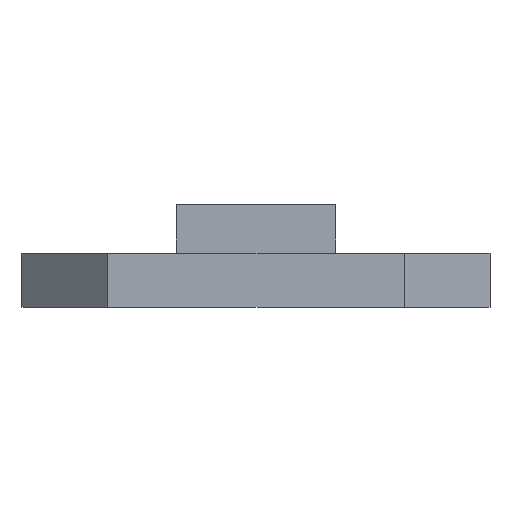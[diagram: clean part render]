
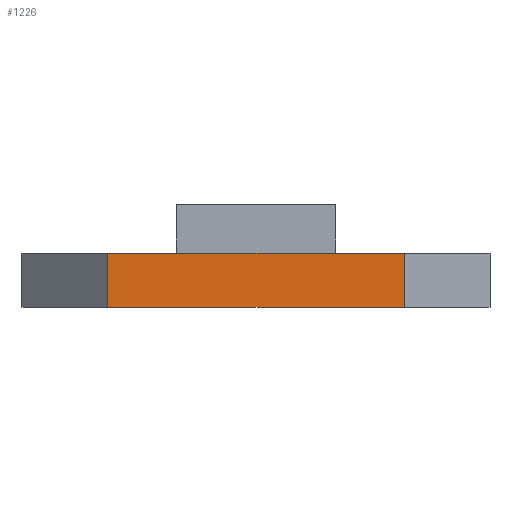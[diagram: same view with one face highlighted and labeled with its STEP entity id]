
A CAD part, front view. The second image highlights one B-rep face of the part: STEP entity #1226.
In plain terms, the highlighted planar face has unit normal (0, -1, 0).
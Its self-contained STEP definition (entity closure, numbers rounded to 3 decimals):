
#44 = PLANE('',#45);
#45 = AXIS2_PLACEMENT_3D('',#46,#47,#48);
#46 = CARTESIAN_POINT('',(-7.5,0.,2.));
#47 = DIRECTION('',(0.,0.,1.));
#48 = DIRECTION('',(1.,0.,0.));
#72 = PLANE('',#73);
#73 = AXIS2_PLACEMENT_3D('',#74,#75,#76);
#74 = CARTESIAN_POINT('',(-6.75,0.75,1.05));
#75 = DIRECTION('',(-0.707,-0.707,0.));
#76 = DIRECTION('',(-0.,-0.,-1.));
#100 = PLANE('',#101);
#101 = AXIS2_PLACEMENT_3D('',#102,#103,#104);
#102 = CARTESIAN_POINT('',(-7.5,0.,1.05));
#103 = DIRECTION('',(0.,0.,1.));
#104 = DIRECTION('',(1.,0.,0.));
#143 = VERTEX_POINT('',#144);
#144 = CARTESIAN_POINT('',(-6.,0.,2.));
#165 = EDGE_CURVE('',#143,#166,#168,.T.);
#166 = VERTEX_POINT('',#167);
#167 = CARTESIAN_POINT('',(-0.8,0.,2.));
#168 = SURFACE_CURVE('',#169,(#173,#180),.PCURVE_S1.);
#169 = LINE('',#170,#171);
#170 = CARTESIAN_POINT('',(-7.5,0.,2.));
#171 = VECTOR('',#172,1.);
#172 = DIRECTION('',(1.,0.,0.));
#173 = PCURVE('',#44,#174);
#174 = DEFINITIONAL_REPRESENTATION('',(#175),#179);
#175 = LINE('',#176,#177);
#176 = CARTESIAN_POINT('',(0.,0.));
#177 = VECTOR('',#178,1.);
#178 = DIRECTION('',(1.,0.));
#179 = ( GEOMETRIC_REPRESENTATION_CONTEXT(2) 
PARAMETRIC_REPRESENTATION_CONTEXT() REPRESENTATION_CONTEXT('2D SPACE',''
  ) );
#180 = PCURVE('',#181,#186);
#181 = PLANE('',#182);
#182 = AXIS2_PLACEMENT_3D('',#183,#184,#185);
#183 = CARTESIAN_POINT('',(-7.5,0.,1.05));
#184 = DIRECTION('',(0.,1.,0.));
#185 = DIRECTION('',(0.,0.,1.));
#186 = DEFINITIONAL_REPRESENTATION('',(#187),#191);
#187 = LINE('',#188,#189);
#188 = CARTESIAN_POINT('',(0.95,0.));
#189 = VECTOR('',#190,1.);
#190 = DIRECTION('',(0.,1.));
#191 = ( GEOMETRIC_REPRESENTATION_CONTEXT(2) 
PARAMETRIC_REPRESENTATION_CONTEXT() REPRESENTATION_CONTEXT('2D SPACE',''
  ) );
#209 = PLANE('',#210);
#210 = AXIS2_PLACEMENT_3D('',#211,#212,#213);
#211 = CARTESIAN_POINT('',(-0.05,0.75,1.05));
#212 = DIRECTION('',(-0.707,0.707,0.));
#213 = DIRECTION('',(0.,0.,1.));
#1014 = VERTEX_POINT('',#1015);
#1015 = CARTESIAN_POINT('',(-6.,0.,1.05));
#1038 = EDGE_CURVE('',#1014,#143,#1039,.T.);
#1039 = SURFACE_CURVE('',#1040,(#1044,#1051),.PCURVE_S1.);
#1040 = LINE('',#1041,#1042);
#1041 = CARTESIAN_POINT('',(-6.,0.,1.05));
#1042 = VECTOR('',#1043,1.);
#1043 = DIRECTION('',(0.,0.,1.));
#1044 = PCURVE('',#72,#1045);
#1045 = DEFINITIONAL_REPRESENTATION('',(#1046),#1050);
#1046 = LINE('',#1047,#1048);
#1047 = CARTESIAN_POINT('',(-0.,1.061));
#1048 = VECTOR('',#1049,1.);
#1049 = DIRECTION('',(-1.,0.));
#1050 = ( GEOMETRIC_REPRESENTATION_CONTEXT(2) 
PARAMETRIC_REPRESENTATION_CONTEXT() REPRESENTATION_CONTEXT('2D SPACE',''
  ) );
#1051 = PCURVE('',#181,#1052);
#1052 = DEFINITIONAL_REPRESENTATION('',(#1053),#1057);
#1053 = LINE('',#1054,#1055);
#1054 = CARTESIAN_POINT('',(0.,1.5));
#1055 = VECTOR('',#1056,1.);
#1056 = DIRECTION('',(1.,0.));
#1057 = ( GEOMETRIC_REPRESENTATION_CONTEXT(2) 
PARAMETRIC_REPRESENTATION_CONTEXT() REPRESENTATION_CONTEXT('2D SPACE',''
  ) );
#1113 = EDGE_CURVE('',#1014,#1114,#1116,.T.);
#1114 = VERTEX_POINT('',#1115);
#1115 = CARTESIAN_POINT('',(-0.8,0.,1.05));
#1116 = SURFACE_CURVE('',#1117,(#1121,#1128),.PCURVE_S1.);
#1117 = LINE('',#1118,#1119);
#1118 = CARTESIAN_POINT('',(-7.5,0.,1.05));
#1119 = VECTOR('',#1120,1.);
#1120 = DIRECTION('',(1.,0.,0.));
#1121 = PCURVE('',#100,#1122);
#1122 = DEFINITIONAL_REPRESENTATION('',(#1123),#1127);
#1123 = LINE('',#1124,#1125);
#1124 = CARTESIAN_POINT('',(0.,0.));
#1125 = VECTOR('',#1126,1.);
#1126 = DIRECTION('',(1.,0.));
#1127 = ( GEOMETRIC_REPRESENTATION_CONTEXT(2) 
PARAMETRIC_REPRESENTATION_CONTEXT() REPRESENTATION_CONTEXT('2D SPACE',''
  ) );
#1128 = PCURVE('',#181,#1129);
#1129 = DEFINITIONAL_REPRESENTATION('',(#1130),#1134);
#1130 = LINE('',#1131,#1132);
#1131 = CARTESIAN_POINT('',(0.,0.));
#1132 = VECTOR('',#1133,1.);
#1133 = DIRECTION('',(0.,1.));
#1134 = ( GEOMETRIC_REPRESENTATION_CONTEXT(2) 
PARAMETRIC_REPRESENTATION_CONTEXT() REPRESENTATION_CONTEXT('2D SPACE',''
  ) );
#1226 = ADVANCED_FACE('',(#1227),#181,.F.);
#1227 = FACE_BOUND('',#1228,.F.);
#1228 = EDGE_LOOP('',(#1229,#1230,#1231,#1232));
#1229 = ORIENTED_EDGE('',*,*,#1113,.F.);
#1230 = ORIENTED_EDGE('',*,*,#1038,.T.);
#1231 = ORIENTED_EDGE('',*,*,#165,.T.);
#1232 = ORIENTED_EDGE('',*,*,#1233,.F.);
#1233 = EDGE_CURVE('',#1114,#166,#1234,.T.);
#1234 = SURFACE_CURVE('',#1235,(#1239,#1246),.PCURVE_S1.);
#1235 = LINE('',#1236,#1237);
#1236 = CARTESIAN_POINT('',(-0.8,0.,1.05));
#1237 = VECTOR('',#1238,1.);
#1238 = DIRECTION('',(0.,0.,1.));
#1239 = PCURVE('',#181,#1240);
#1240 = DEFINITIONAL_REPRESENTATION('',(#1241),#1245);
#1241 = LINE('',#1242,#1243);
#1242 = CARTESIAN_POINT('',(0.,6.7));
#1243 = VECTOR('',#1244,1.);
#1244 = DIRECTION('',(1.,0.));
#1245 = ( GEOMETRIC_REPRESENTATION_CONTEXT(2) 
PARAMETRIC_REPRESENTATION_CONTEXT() REPRESENTATION_CONTEXT('2D SPACE',''
  ) );
#1246 = PCURVE('',#209,#1247);
#1247 = DEFINITIONAL_REPRESENTATION('',(#1248),#1252);
#1248 = LINE('',#1249,#1250);
#1249 = CARTESIAN_POINT('',(0.,-1.061));
#1250 = VECTOR('',#1251,1.);
#1251 = DIRECTION('',(1.,0.));
#1252 = ( GEOMETRIC_REPRESENTATION_CONTEXT(2) 
PARAMETRIC_REPRESENTATION_CONTEXT() REPRESENTATION_CONTEXT('2D SPACE',''
  ) );
